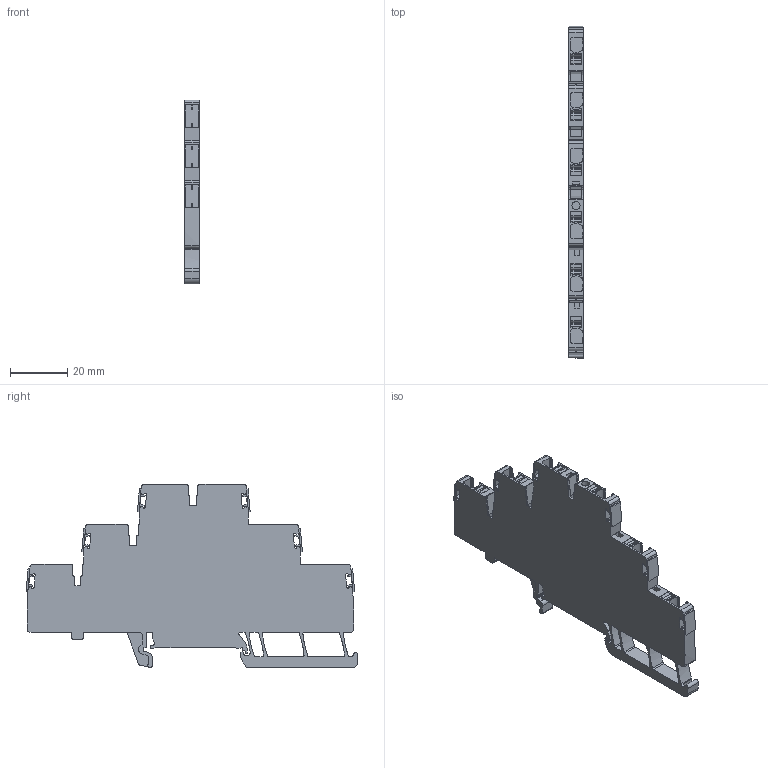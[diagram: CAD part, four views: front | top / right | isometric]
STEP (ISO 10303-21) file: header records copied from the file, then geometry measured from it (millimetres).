
FILE_DESCRIPTION(('CATIA V5 STEP Exchange','CAx-IF Rec.Pracs.--- Model Styling and Organization---1.4--- 2014-01-23'),'2;1');
FILE_NAME ('D1463798_0', '2020-07-27T04:43:11+00:00', ('none'), ('Weidmueller'), 'CATIA Version 5-6 Release 2016 SP3 HF44', 'CATIA V5 STEP AP214', 'none');
FILE_SCHEMA(('AUTOMOTIVE_DESIGN { 1 0 10303 214 1 1 1 1 }'));
Length unit declared in the file: millimetre
Products named in the file (1): 2735510000
Bounding box: 5.1 x 115.92 x 64.15 mm (x, y, z)
Volume: 21888.5 mm3; surface area: 15399.6 mm2
Topology: 15 solids, 15 shells, 1095 faces, 3096 edges, 2053 vertices
Faces by surface type: plane 670, cylinder 393, extrusion 32
Entity records: 36973 total; most frequent: CARTESIAN_POINT 8708, ORIENTED_EDGE 6192, DIRECTION 4605, EDGE_CURVE 3096, VECTOR 2251, LINE 2219, VERTEX_POINT 2053, AXIS2_PLACEMENT_3D 1476
